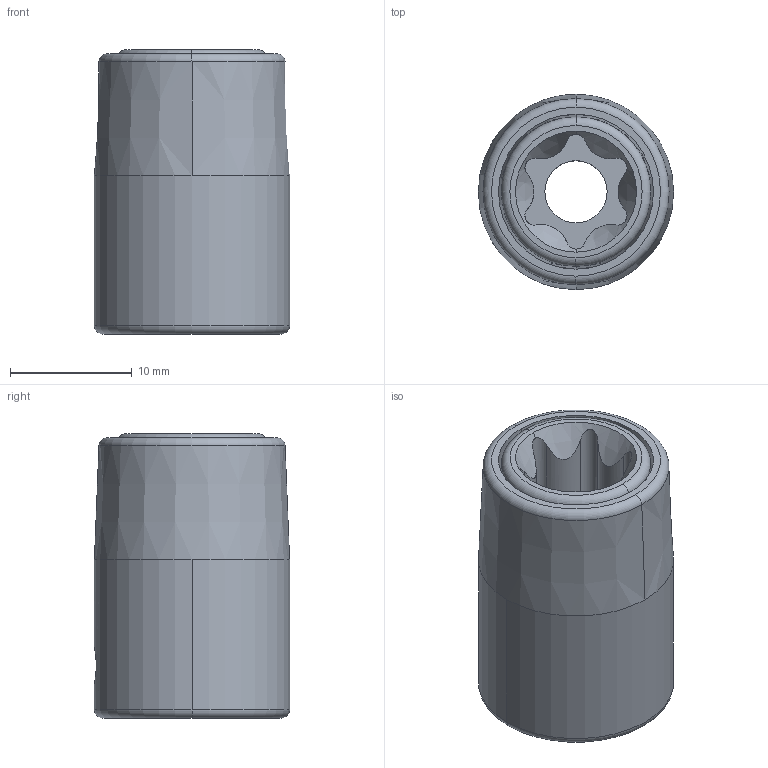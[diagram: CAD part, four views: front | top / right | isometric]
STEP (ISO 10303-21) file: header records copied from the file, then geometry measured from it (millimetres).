
FILE_DESCRIPTION((''),'2;1');
FILE_NAME('4027116410_ASM','2023-10-11T14:53:35',('a00565553'),(''),'CREO PARAMETRIC BY PTC INC, 2022414','CREO PARAMETRIC BY PTC INC, 2022414','');
FILE_SCHEMA(('CONFIG_CONTROL_DESIGN','GEOMETRIC_VALIDATION_PROPERTIES_MIM'));
Length unit declared in the file: millimetre
Products named in the file (3): 4027112010; 4027299183; 4027116410_ASM
Assembly tree (2 placements, depth 2):
  4027116410_ASM
    4027112010
    4027299183
Bounding box: 16 x 16 x 23.3 mm (x, y, z)
Volume: 3260 mm3; surface area: 3870.1 mm2
Topology: 2 solids, 2 shells, 74 faces, 200 edges, 128 vertices
Faces by surface type: cylinder 35, plane 15, cone 14, torus 10
Entity records: 3138 total; most frequent: CARTESIAN_POINT 883, DIRECTION 402, ORIENTED_EDGE 400, EDGE_CURVE 200, AXIS2_PLACEMENT_3D 170, VERTEX_POINT 128, CIRCLE 91, EDGE_LOOP 82
